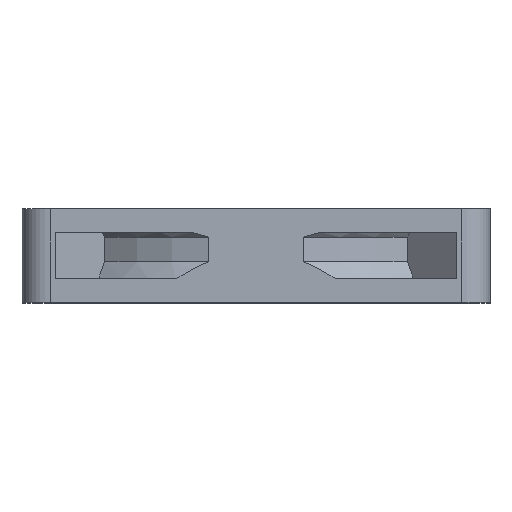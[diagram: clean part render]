
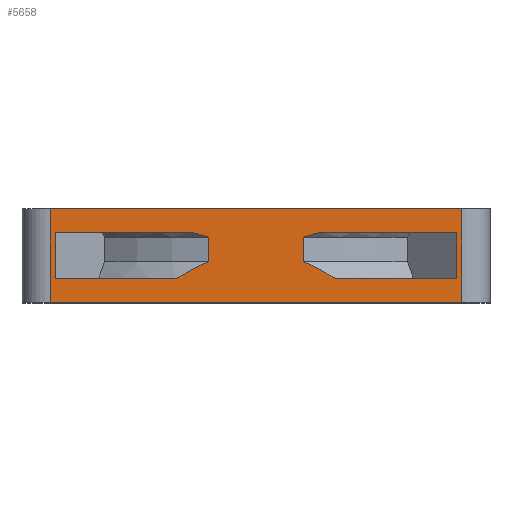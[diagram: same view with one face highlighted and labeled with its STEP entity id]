
A CAD part, top view. The second image highlights one B-rep face of the part: STEP entity #5658.
In plain terms, the highlighted planar face has unit normal (0, 0, 1).
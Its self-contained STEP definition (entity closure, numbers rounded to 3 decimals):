
#2028=DIRECTION('',(0.,1.,0.));
#2029=VECTOR('',#2028,10.);
#2030=CARTESIAN_POINT('',(22.,0.,25.));
#2031=LINE('',#2030,#2029);
#2032=DIRECTION('',(1.,0.,0.));
#2033=VECTOR('',#2032,12.898);
#2034=CARTESIAN_POINT('',(8.567,2.5,25.));
#2035=LINE('',#2034,#2033);
#2036=DIRECTION('',(0.,1.,0.));
#2037=VECTOR('',#2036,5.);
#2038=CARTESIAN_POINT('',(21.464,2.5,25.));
#2039=LINE('',#2038,#2037);
#2040=DIRECTION('',(1.,0.,0.));
#2041=VECTOR('',#2040,14.616);
#2042=CARTESIAN_POINT('',(6.848,7.5,25.));
#2043=LINE('',#2042,#2041);
#2044=CARTESIAN_POINT('',(6.848,7.5,25.));
#2045=CARTESIAN_POINT('',(6.643,7.432,25.));
#2046=CARTESIAN_POINT('',(6.234,7.303,25.));
#2047=CARTESIAN_POINT('',(5.627,7.128,25.));
#2048=CARTESIAN_POINT('',(5.225,7.023,25.));
#2049=CARTESIAN_POINT('',(5.025,6.974,25.));
#2051=DIRECTION('',(0.,-1.,0.));
#2052=VECTOR('',#2051,2.62);
#2053=CARTESIAN_POINT('',(5.025,6.974,25.));
#2054=LINE('',#2053,#2052);
#2055=CARTESIAN_POINT('',(8.567,2.5,25.));
#2056=CARTESIAN_POINT('',(8.149,2.771,25.));
#2057=CARTESIAN_POINT('',(7.33,3.267,25.));
#2058=CARTESIAN_POINT('',(6.152,3.879,25.));
#2059=CARTESIAN_POINT('',(5.395,4.208,25.));
#2060=CARTESIAN_POINT('',(5.025,4.354,25.));
#2062=DIRECTION('',(1.,0.,0.));
#2063=VECTOR('',#2062,14.616);
#2064=CARTESIAN_POINT('',(-21.464,7.5,25.));
#2065=LINE('',#2064,#2063);
#2066=DIRECTION('',(1.,0.,0.));
#2067=VECTOR('',#2066,12.898);
#2068=CARTESIAN_POINT('',(-21.464,2.5,25.));
#2069=LINE('',#2068,#2067);
#2070=CARTESIAN_POINT('',(-5.025,4.354,25.));
#2071=CARTESIAN_POINT('',(-5.395,4.208,25.));
#2072=CARTESIAN_POINT('',(-6.152,3.879,25.));
#2073=CARTESIAN_POINT('',(-7.33,3.266,25.));
#2074=CARTESIAN_POINT('',(-8.15,2.77,25.));
#2075=CARTESIAN_POINT('',(-8.567,2.5,25.));
#2077=DIRECTION('',(0.,-1.,0.));
#2078=VECTOR('',#2077,2.62);
#2079=CARTESIAN_POINT('',(-5.025,6.974,25.));
#2080=LINE('',#2079,#2078);
#2081=CARTESIAN_POINT('',(-5.025,6.974,25.));
#2082=CARTESIAN_POINT('',(-5.225,7.023,25.));
#2083=CARTESIAN_POINT('',(-5.627,7.128,25.));
#2084=CARTESIAN_POINT('',(-6.234,7.303,25.));
#2085=CARTESIAN_POINT('',(-6.643,7.432,25.));
#2086=CARTESIAN_POINT('',(-6.848,7.5,25.));
#2088=DIRECTION('',(-1.,0.,0.));
#2089=VECTOR('',#2088,44.);
#2090=CARTESIAN_POINT('',(22.,0.,25.));
#2091=LINE('',#2090,#2089);
#2092=DIRECTION('',(0.,1.,0.));
#2093=VECTOR('',#2092,10.);
#2094=CARTESIAN_POINT('',(-22.,0.,25.));
#2095=LINE('',#2094,#2093);
#2096=DIRECTION('',(1.,0.,0.));
#2097=VECTOR('',#2096,44.);
#2098=CARTESIAN_POINT('',(-22.,10.,25.));
#2099=LINE('',#2098,#2097);
#2397=DIRECTION('',(0.,1.,0.));
#2398=VECTOR('',#2397,5.);
#2399=CARTESIAN_POINT('',(-21.464,2.5,25.));
#2400=LINE('',#2399,#2398);
#2569=VERTEX_POINT('',#2044);
#2570=VERTEX_POINT('',#2049);
#2571=VERTEX_POINT('',#2081);
#2572=VERTEX_POINT('',#2086);
#2573=CARTESIAN_POINT('',(5.025,4.354,25.));
#2574=VERTEX_POINT('',#2573);
#2575=CARTESIAN_POINT('',(-5.025,4.354,25.));
#2576=VERTEX_POINT('',#2575);
#2577=VERTEX_POINT('',#2055);
#2578=VERTEX_POINT('',#2075);
#2600=CARTESIAN_POINT('',(22.,0.,25.));
#2602=VERTEX_POINT('',#2600);
#2603=CARTESIAN_POINT('',(22.,10.,25.));
#2605=VERTEX_POINT('',#2603);
#2607=CARTESIAN_POINT('',(-22.,0.,25.));
#2609=VERTEX_POINT('',#2607);
#2612=CARTESIAN_POINT('',(-22.,10.,25.));
#2614=VERTEX_POINT('',#2612);
#2661=CARTESIAN_POINT('',(21.464,2.5,25.));
#2662=CARTESIAN_POINT('',(21.464,7.5,25.));
#2663=VERTEX_POINT('',#2661);
#2664=VERTEX_POINT('',#2662);
#2681=CARTESIAN_POINT('',(-21.464,2.5,25.));
#2682=CARTESIAN_POINT('',(-21.464,7.5,25.));
#2683=VERTEX_POINT('',#2681);
#2684=VERTEX_POINT('',#2682);
#5622=CARTESIAN_POINT('',(-25.,0.,25.));
#5623=DIRECTION('',(0.,0.,1.));
#5624=DIRECTION('',(1.,0.,0.));
#5625=AXIS2_PLACEMENT_3D('',#5622,#5623,#5624);
#5626=PLANE('',#5625);
#5627=ORIENTED_EDGE('',*,*,#4068,.T.);
#5629=ORIENTED_EDGE('',*,*,#5628,.T.);
#5630=ORIENTED_EDGE('',*,*,#4214,.T.);
#5631=ORIENTED_EDGE('',*,*,#5616,.F.);
#5632=EDGE_LOOP('',(#5627,#5629,#5630,#5631));
#5633=FACE_OUTER_BOUND('',#5632,.F.);
#5634=ORIENTED_EDGE('',*,*,#5122,.T.);
#5636=ORIENTED_EDGE('',*,*,#5635,.T.);
#5637=ORIENTED_EDGE('',*,*,#5275,.F.);
#5639=ORIENTED_EDGE('',*,*,#5638,.T.);
#5641=ORIENTED_EDGE('',*,*,#5640,.T.);
#5643=ORIENTED_EDGE('',*,*,#5642,.F.);
#5644=EDGE_LOOP('',(#5634,#5636,#5637,#5639,#5641,#5643));
#5645=FACE_BOUND('',#5644,.F.);
#5646=ORIENTED_EDGE('',*,*,#5301,.F.);
#5648=ORIENTED_EDGE('',*,*,#5647,.F.);
#5649=ORIENTED_EDGE('',*,*,#5152,.T.);
#5651=ORIENTED_EDGE('',*,*,#5650,.F.);
#5653=ORIENTED_EDGE('',*,*,#5652,.F.);
#5655=ORIENTED_EDGE('',*,*,#5654,.T.);
#5656=EDGE_LOOP('',(#5646,#5648,#5649,#5651,#5653,#5655));
#5657=FACE_BOUND('',#5656,.F.);
#5658=ADVANCED_FACE('',(#5633,#5645,#5657),#5626,.T.);
#2050=B_SPLINE_CURVE_WITH_KNOTS('',3,(#2044,#2045,#2046,#2047,#2048,#2049),
.UNSPECIFIED.,.F.,.F.,(4,1,1,4),(0.,0.333,0.667,1.),
.UNSPECIFIED.);
#2061=B_SPLINE_CURVE_WITH_KNOTS('',3,(#2055,#2056,#2057,#2058,#2059,#2060),
.UNSPECIFIED.,.F.,.F.,(4,1,1,4),(0.,0.333,0.667,1.),
.UNSPECIFIED.);
#2076=B_SPLINE_CURVE_WITH_KNOTS('',3,(#2070,#2071,#2072,#2073,#2074,#2075),
.UNSPECIFIED.,.F.,.F.,(4,1,1,4),(0.,0.333,0.667,1.),
.UNSPECIFIED.);
#2087=B_SPLINE_CURVE_WITH_KNOTS('',3,(#2081,#2082,#2083,#2084,#2085,#2086),
.UNSPECIFIED.,.F.,.F.,(4,1,1,4),(0.,0.333,0.667,1.),
.UNSPECIFIED.);
#4068=EDGE_CURVE('',#2602,#2609,#2091,.T.);
#4214=EDGE_CURVE('',#2614,#2605,#2099,.T.);
#5122=EDGE_CURVE('',#2577,#2663,#2035,.T.);
#5152=EDGE_CURVE('',#2683,#2578,#2069,.T.);
#5275=EDGE_CURVE('',#2569,#2664,#2043,.T.);
#5301=EDGE_CURVE('',#2684,#2572,#2065,.T.);
#5616=EDGE_CURVE('',#2602,#2605,#2031,.T.);
#5628=EDGE_CURVE('',#2609,#2614,#2095,.T.);
#5635=EDGE_CURVE('',#2663,#2664,#2039,.T.);
#5638=EDGE_CURVE('',#2569,#2570,#2050,.T.);
#5640=EDGE_CURVE('',#2570,#2574,#2054,.T.);
#5642=EDGE_CURVE('',#2577,#2574,#2061,.T.);
#5647=EDGE_CURVE('',#2683,#2684,#2400,.T.);
#5650=EDGE_CURVE('',#2576,#2578,#2076,.T.);
#5652=EDGE_CURVE('',#2571,#2576,#2080,.T.);
#5654=EDGE_CURVE('',#2571,#2572,#2087,.T.);
